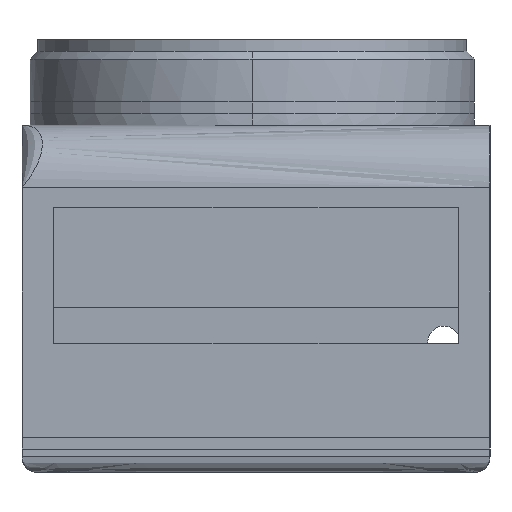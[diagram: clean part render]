
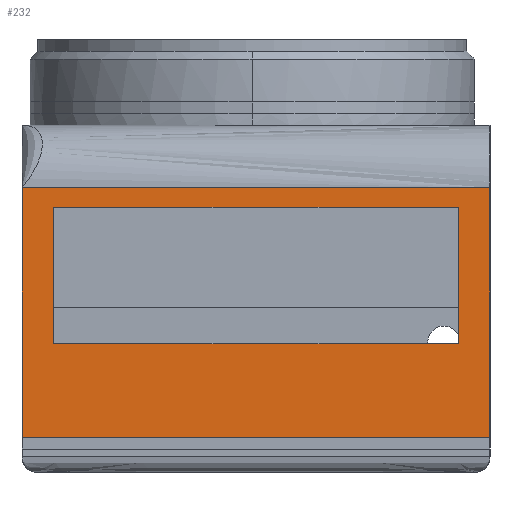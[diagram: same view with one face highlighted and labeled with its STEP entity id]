
A CAD part, left-side view. The second image highlights one B-rep face of the part: STEP entity #232.
In plain terms, the highlighted planar face has unit normal (-1, 0, 0).
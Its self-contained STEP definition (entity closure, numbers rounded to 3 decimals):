
#232=ADVANCED_FACE('',(#660,#547),#5619,.T.);
#547=FACE_BOUND('',#1041,.T.);
#660=FACE_OUTER_BOUND('',#1040,.T.);
#1040=EDGE_LOOP('',(#1752,#1753,#1754,#1755));
#1041=EDGE_LOOP('',(#1756,#1757,#1758,#1759,#1760,#1761,#1762,#1763,#1764,
#1765,#1766,#1767));
#1752=ORIENTED_EDGE('',*,*,#3109,.F.);
#1753=ORIENTED_EDGE('',*,*,#3111,.T.);
#1754=ORIENTED_EDGE('',*,*,#3108,.T.);
#1755=ORIENTED_EDGE('',*,*,#3316,.F.);
#1756=ORIENTED_EDGE('',*,*,#3143,.T.);
#1757=ORIENTED_EDGE('',*,*,#3174,.T.);
#1758=ORIENTED_EDGE('',*,*,#3173,.T.);
#1759=ORIENTED_EDGE('',*,*,#3162,.T.);
#1760=ORIENTED_EDGE('',*,*,#3161,.T.);
#1761=ORIENTED_EDGE('',*,*,#3142,.T.);
#1762=ORIENTED_EDGE('',*,*,#3145,.T.);
#1763=ORIENTED_EDGE('',*,*,#3164,.T.);
#1764=ORIENTED_EDGE('',*,*,#3163,.T.);
#1765=ORIENTED_EDGE('',*,*,#3178,.T.);
#1766=ORIENTED_EDGE('',*,*,#3177,.T.);
#1767=ORIENTED_EDGE('',*,*,#3144,.T.);
#3108=EDGE_CURVE('',#4946,#5083,#4373,.T.);
#3109=EDGE_CURVE('',#4947,#5082,#4374,.T.);
#3111=EDGE_CURVE('',#4947,#4946,#4376,.T.);
#3142=EDGE_CURVE('',#4966,#4967,#4401,.T.);
#3143=EDGE_CURVE('',#4968,#4984,#4402,.T.);
#3144=EDGE_CURVE('',#4969,#4968,#4403,.T.);
#3145=EDGE_CURVE('',#4967,#4978,#4404,.T.);
#3161=EDGE_CURVE('',#4977,#4966,#4420,.T.);
#3162=EDGE_CURVE('',#4976,#4977,#4421,.T.);
#3163=EDGE_CURVE('',#4979,#4986,#4422,.T.);
#3164=EDGE_CURVE('',#4978,#4979,#4423,.T.);
#3173=EDGE_CURVE('',#4985,#4976,#4432,.T.);
#3174=EDGE_CURVE('',#4984,#4985,#4433,.T.);
#3177=EDGE_CURVE('',#4987,#4969,#4436,.T.);
#3178=EDGE_CURVE('',#4986,#4987,#4437,.T.);
#3316=EDGE_CURVE('',#5082,#5083,#4452,.T.);
#4373=B_SPLINE_CURVE_WITH_KNOTS('',1,(#7075,#7076),.UNSPECIFIED.,.F.,.F.,
(2,2),(8.,40.),.UNSPECIFIED.);
#4374=B_SPLINE_CURVE_WITH_KNOTS('',1,(#7077,#7078),.UNSPECIFIED.,.F.,.F.,
(2,2),(8.,40.),.UNSPECIFIED.);
#4376=B_SPLINE_CURVE_WITH_KNOTS('',1,(#7081,#7082),.UNSPECIFIED.,.F.,.F.,
(2,2),(0.,60.),.UNSPECIFIED.);
#4401=B_SPLINE_CURVE_WITH_KNOTS('',1,(#7157,#7158),.UNSPECIFIED.,.F.,.F.,
(2,2),(121.5,139.),.UNSPECIFIED.);
#4402=B_SPLINE_CURVE_WITH_KNOTS('',1,(#7159,#7160),.UNSPECIFIED.,.F.,.F.,
(2,2),(275.,289.5),.UNSPECIFIED.);
#4403=B_SPLINE_CURVE_WITH_KNOTS('',1,(#7161,#7162),.UNSPECIFIED.,.F.,.F.,
(2,2),(52.,69.5),.UNSPECIFIED.);
#4404=B_SPLINE_CURVE_WITH_KNOTS('',1,(#7163,#7164),.UNSPECIFIED.,.F.,.F.,
(2,2),(-327.,-310.),.UNSPECIFIED.);
#4420=B_SPLINE_CURVE_WITH_KNOTS('',1,(#7195,#7196),.UNSPECIFIED.,.F.,.F.,
(2,2),(310.,327.),.UNSPECIFIED.);
#4421=B_SPLINE_CURVE_WITH_KNOTS('',1,(#7197,#7198),.UNSPECIFIED.,.F.,.F.,
(2,2),(307.5,310.),.UNSPECIFIED.);
#4422=B_SPLINE_CURVE_WITH_KNOTS('',1,(#7199,#7200),.UNSPECIFIED.,.F.,.F.,
(2,2),(-307.5,-292.),.UNSPECIFIED.);
#4423=B_SPLINE_CURVE_WITH_KNOTS('',1,(#7201,#7202),.UNSPECIFIED.,.F.,.F.,
(2,2),(-310.,-307.5),.UNSPECIFIED.);
#4432=B_SPLINE_CURVE_WITH_KNOTS('',1,(#7219,#7220),.UNSPECIFIED.,.F.,.F.,
(2,2),(292.,307.5),.UNSPECIFIED.);
#4433=B_SPLINE_CURVE_WITH_KNOTS('',1,(#7221,#7222),.UNSPECIFIED.,.F.,.F.,
(2,2),(289.5,292.),.UNSPECIFIED.);
#4436=B_SPLINE_CURVE_WITH_KNOTS('',1,(#7227,#7228),.UNSPECIFIED.,.F.,.F.,
(2,2),(-289.5,-275.),.UNSPECIFIED.);
#4437=B_SPLINE_CURVE_WITH_KNOTS('',1,(#7229,#7230),.UNSPECIFIED.,.F.,.F.,
(2,2),(-292.,-289.5),.UNSPECIFIED.);
#4452=B_SPLINE_CURVE_WITH_KNOTS('',1,(#7623,#7624),.UNSPECIFIED.,.F.,.F.,
(2,2),(-77.4,-17.4),.UNSPECIFIED.);
#4946=VERTEX_POINT('',#6873);
#4947=VERTEX_POINT('',#6874);
#4966=VERTEX_POINT('',#6893);
#4967=VERTEX_POINT('',#6894);
#4968=VERTEX_POINT('',#6895);
#4969=VERTEX_POINT('',#6896);
#4976=VERTEX_POINT('',#6903);
#4977=VERTEX_POINT('',#6904);
#4978=VERTEX_POINT('',#6905);
#4979=VERTEX_POINT('',#6906);
#4984=VERTEX_POINT('',#6911);
#4985=VERTEX_POINT('',#6912);
#4986=VERTEX_POINT('',#6913);
#4987=VERTEX_POINT('',#6914);
#5082=VERTEX_POINT('',#7009);
#5083=VERTEX_POINT('',#7010);
#5619=PLANE('',#5850);
#5850=AXIS2_PLACEMENT_3D('',#6281,#6065,$);
#6065=DIRECTION('',(-1.,0.,0.));
#6281=CARTESIAN_POINT('',(-52.75,-30.,0.));
#6873=CARTESIAN_POINT('',(-52.75,30.,-8.));
#6874=CARTESIAN_POINT('',(-52.75,-30.,-8.));
#6893=CARTESIAN_POINT('',(-52.75,-26.,-10.5));
#6894=CARTESIAN_POINT('',(-52.75,-26.,-28.));
#6895=CARTESIAN_POINT('',(-52.75,26.,-10.5));
#6896=CARTESIAN_POINT('',(-52.75,26.,-28.));
#6903=CARTESIAN_POINT('',(-52.75,-6.5,-10.5));
#6904=CARTESIAN_POINT('',(-52.75,-9.,-10.5));
#6905=CARTESIAN_POINT('',(-52.75,-9.,-28.));
#6906=CARTESIAN_POINT('',(-52.75,-6.5,-28.));
#6911=CARTESIAN_POINT('',(-52.75,11.5,-10.5));
#6912=CARTESIAN_POINT('',(-52.75,9.,-10.5));
#6913=CARTESIAN_POINT('',(-52.75,9.,-28.));
#6914=CARTESIAN_POINT('',(-52.75,11.5,-28.));
#7009=CARTESIAN_POINT('',(-52.75,-30.,-40.));
#7010=CARTESIAN_POINT('',(-52.75,30.,-40.));
#7075=CARTESIAN_POINT('',(-52.75,30.,-8.));
#7076=CARTESIAN_POINT('',(-52.75,30.,-40.));
#7077=CARTESIAN_POINT('',(-52.75,-30.,-8.));
#7078=CARTESIAN_POINT('',(-52.75,-30.,-40.));
#7081=CARTESIAN_POINT('',(-52.75,-30.,-8.));
#7082=CARTESIAN_POINT('',(-52.75,30.,-8.));
#7157=CARTESIAN_POINT('',(-52.75,-26.,-10.5));
#7158=CARTESIAN_POINT('',(-52.75,-26.,-28.));
#7159=CARTESIAN_POINT('',(-52.75,26.,-10.5));
#7160=CARTESIAN_POINT('',(-52.75,11.5,-10.5));
#7161=CARTESIAN_POINT('',(-52.75,26.,-28.));
#7162=CARTESIAN_POINT('',(-52.75,26.,-10.5));
#7163=CARTESIAN_POINT('',(-52.75,-26.,-28.));
#7164=CARTESIAN_POINT('',(-52.75,-9.,-28.));
#7195=CARTESIAN_POINT('',(-52.75,-9.,-10.5));
#7196=CARTESIAN_POINT('',(-52.75,-26.,-10.5));
#7197=CARTESIAN_POINT('',(-52.75,-6.5,-10.5));
#7198=CARTESIAN_POINT('',(-52.75,-9.,-10.5));
#7199=CARTESIAN_POINT('',(-52.75,-6.5,-28.));
#7200=CARTESIAN_POINT('',(-52.75,9.,-28.));
#7201=CARTESIAN_POINT('',(-52.75,-9.,-28.));
#7202=CARTESIAN_POINT('',(-52.75,-6.5,-28.));
#7219=CARTESIAN_POINT('',(-52.75,9.,-10.5));
#7220=CARTESIAN_POINT('',(-52.75,-6.5,-10.5));
#7221=CARTESIAN_POINT('',(-52.75,11.5,-10.5));
#7222=CARTESIAN_POINT('',(-52.75,9.,-10.5));
#7227=CARTESIAN_POINT('',(-52.75,11.5,-28.));
#7228=CARTESIAN_POINT('',(-52.75,26.,-28.));
#7229=CARTESIAN_POINT('',(-52.75,9.,-28.));
#7230=CARTESIAN_POINT('',(-52.75,11.5,-28.));
#7623=CARTESIAN_POINT('',(-52.75,-30.,-40.));
#7624=CARTESIAN_POINT('',(-52.75,30.,-40.));
